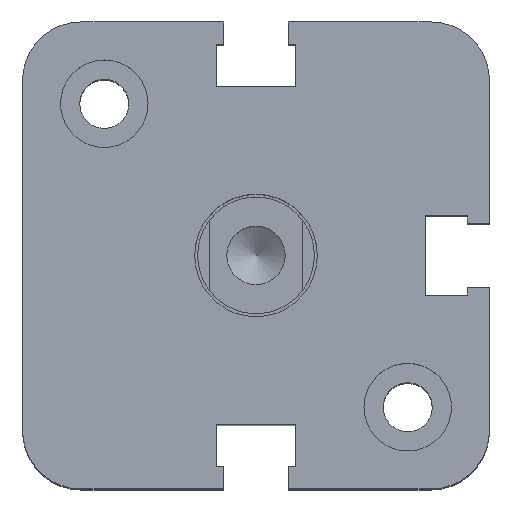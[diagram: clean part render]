
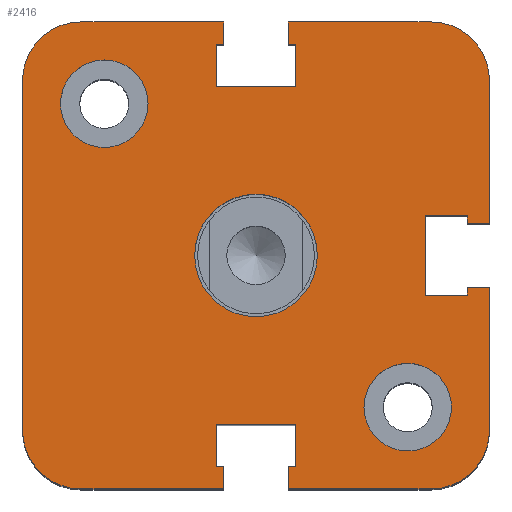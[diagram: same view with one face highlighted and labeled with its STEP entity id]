
A CAD part, top view. The second image highlights one B-rep face of the part: STEP entity #2416.
In plain terms, the highlighted planar face has unit normal (0, 0, 1).
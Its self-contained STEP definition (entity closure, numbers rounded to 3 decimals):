
#234=LINE('',#3870,#506);
#235=LINE('',#3874,#507);
#236=LINE('',#3878,#508);
#237=LINE('',#3880,#509);
#238=LINE('',#3882,#510);
#239=LINE('',#3884,#511);
#240=LINE('',#3886,#512);
#241=LINE('',#3888,#513);
#242=LINE('',#3890,#514);
#243=LINE('',#3892,#515);
#244=LINE('',#3894,#516);
#245=LINE('',#3898,#517);
#246=LINE('',#3900,#518);
#247=LINE('',#3902,#519);
#248=LINE('',#3904,#520);
#249=LINE('',#3906,#521);
#250=LINE('',#3908,#522);
#251=LINE('',#3910,#523);
#252=LINE('',#3912,#524);
#253=LINE('',#3914,#525);
#254=LINE('',#3918,#526);
#255=LINE('',#3920,#527);
#256=LINE('',#3922,#528);
#257=LINE('',#3924,#529);
#258=LINE('',#3926,#530);
#259=LINE('',#3928,#531);
#260=LINE('',#3930,#532);
#261=LINE('',#3931,#533);
#506=VECTOR('',#3166,12.25);
#507=VECTOR('',#3169,30.);
#508=VECTOR('',#3172,12.25);
#509=VECTOR('',#3173,1.9);
#510=VECTOR('',#3174,0.65);
#511=VECTOR('',#3175,3.6);
#512=VECTOR('',#3176,6.8);
#513=VECTOR('',#3177,3.6);
#514=VECTOR('',#3178,0.65);
#515=VECTOR('',#3179,1.9);
#516=VECTOR('',#3180,12.25);
#517=VECTOR('',#3183,12.25);
#518=VECTOR('',#3184,1.9);
#519=VECTOR('',#3185,0.65);
#520=VECTOR('',#3186,3.6);
#521=VECTOR('',#3187,6.8);
#522=VECTOR('',#3188,3.6);
#523=VECTOR('',#3189,0.65);
#524=VECTOR('',#3190,1.9);
#525=VECTOR('',#3191,12.25);
#526=VECTOR('',#3194,12.25);
#527=VECTOR('',#3195,1.9);
#528=VECTOR('',#3196,0.65);
#529=VECTOR('',#3197,3.6);
#530=VECTOR('',#3198,6.8);
#531=VECTOR('',#3199,3.6);
#532=VECTOR('',#3200,0.65);
#533=VECTOR('',#3201,1.9);
#637=PLANE('',#2608);
#701=FACE_BOUND('',#968,.T.);
#702=FACE_BOUND('',#969,.T.);
#703=FACE_BOUND('',#970,.T.);
#803=FACE_OUTER_BOUND('',#967,.T.);
#967=EDGE_LOOP('',(#2123,#2124,#2125,#2126,#2127,#2128,#2129,#2130,#2131,
#2132,#2133,#2134,#2135,#2136,#2137,#2138,#2139,#2140,#2141,#2142,#2143,
#2144,#2145,#2146,#2147,#2148,#2149,#2150,#2151,#2152,#2153,#2154));
#968=EDGE_LOOP('',(#2155));
#969=EDGE_LOOP('',(#2156));
#970=EDGE_LOOP('',(#2157));
#1048=CIRCLE('',#2586,5.25);
#1050=CIRCLE('',#2589,3.75);
#1054=CIRCLE('',#2595,3.75);
#1064=CIRCLE('',#2609,5.);
#1065=CIRCLE('',#2610,5.);
#1066=CIRCLE('',#2611,5.);
#1067=CIRCLE('',#2612,5.);
#1223=VERTEX_POINT('',#3773);
#1225=VERTEX_POINT('',#3778);
#1229=VERTEX_POINT('',#3788);
#1267=VERTEX_POINT('',#3868);
#1268=VERTEX_POINT('',#3869);
#1269=VERTEX_POINT('',#3871);
#1270=VERTEX_POINT('',#3873);
#1271=VERTEX_POINT('',#3875);
#1272=VERTEX_POINT('',#3877);
#1273=VERTEX_POINT('',#3879);
#1274=VERTEX_POINT('',#3881);
#1275=VERTEX_POINT('',#3883);
#1276=VERTEX_POINT('',#3885);
#1277=VERTEX_POINT('',#3887);
#1278=VERTEX_POINT('',#3889);
#1279=VERTEX_POINT('',#3891);
#1280=VERTEX_POINT('',#3893);
#1281=VERTEX_POINT('',#3895);
#1282=VERTEX_POINT('',#3897);
#1283=VERTEX_POINT('',#3899);
#1284=VERTEX_POINT('',#3901);
#1285=VERTEX_POINT('',#3903);
#1286=VERTEX_POINT('',#3905);
#1287=VERTEX_POINT('',#3907);
#1288=VERTEX_POINT('',#3909);
#1289=VERTEX_POINT('',#3911);
#1290=VERTEX_POINT('',#3913);
#1291=VERTEX_POINT('',#3915);
#1292=VERTEX_POINT('',#3917);
#1293=VERTEX_POINT('',#3919);
#1294=VERTEX_POINT('',#3921);
#1295=VERTEX_POINT('',#3923);
#1296=VERTEX_POINT('',#3925);
#1297=VERTEX_POINT('',#3927);
#1298=VERTEX_POINT('',#3929);
#1522=EDGE_CURVE('',#1223,#1223,#1048,.T.);
#1524=EDGE_CURVE('',#1225,#1225,#1050,.T.);
#1528=EDGE_CURVE('',#1229,#1229,#1054,.T.);
#1566=EDGE_CURVE('',#1267,#1268,#234,.T.);
#1567=EDGE_CURVE('',#1269,#1267,#1064,.T.);
#1568=EDGE_CURVE('',#1270,#1269,#235,.T.);
#1569=EDGE_CURVE('',#1271,#1270,#1065,.T.);
#1570=EDGE_CURVE('',#1272,#1271,#236,.T.);
#1571=EDGE_CURVE('',#1273,#1272,#237,.T.);
#1572=EDGE_CURVE('',#1274,#1273,#238,.T.);
#1573=EDGE_CURVE('',#1275,#1274,#239,.T.);
#1574=EDGE_CURVE('',#1276,#1275,#240,.T.);
#1575=EDGE_CURVE('',#1277,#1276,#241,.T.);
#1576=EDGE_CURVE('',#1278,#1277,#242,.T.);
#1577=EDGE_CURVE('',#1279,#1278,#243,.T.);
#1578=EDGE_CURVE('',#1280,#1279,#244,.T.);
#1579=EDGE_CURVE('',#1281,#1280,#1066,.T.);
#1580=EDGE_CURVE('',#1282,#1281,#245,.T.);
#1581=EDGE_CURVE('',#1283,#1282,#246,.T.);
#1582=EDGE_CURVE('',#1284,#1283,#247,.T.);
#1583=EDGE_CURVE('',#1285,#1284,#248,.T.);
#1584=EDGE_CURVE('',#1286,#1285,#249,.T.);
#1585=EDGE_CURVE('',#1287,#1286,#250,.T.);
#1586=EDGE_CURVE('',#1288,#1287,#251,.T.);
#1587=EDGE_CURVE('',#1289,#1288,#252,.T.);
#1588=EDGE_CURVE('',#1290,#1289,#253,.T.);
#1589=EDGE_CURVE('',#1291,#1290,#1067,.T.);
#1590=EDGE_CURVE('',#1292,#1291,#254,.T.);
#1591=EDGE_CURVE('',#1293,#1292,#255,.T.);
#1592=EDGE_CURVE('',#1294,#1293,#256,.T.);
#1593=EDGE_CURVE('',#1295,#1294,#257,.T.);
#1594=EDGE_CURVE('',#1296,#1295,#258,.T.);
#1595=EDGE_CURVE('',#1297,#1296,#259,.T.);
#1596=EDGE_CURVE('',#1298,#1297,#260,.T.);
#1597=EDGE_CURVE('',#1268,#1298,#261,.T.);
#2123=ORIENTED_EDGE('',*,*,#1566,.F.);
#2124=ORIENTED_EDGE('',*,*,#1567,.F.);
#2125=ORIENTED_EDGE('',*,*,#1568,.F.);
#2126=ORIENTED_EDGE('',*,*,#1569,.F.);
#2127=ORIENTED_EDGE('',*,*,#1570,.F.);
#2128=ORIENTED_EDGE('',*,*,#1571,.F.);
#2129=ORIENTED_EDGE('',*,*,#1572,.F.);
#2130=ORIENTED_EDGE('',*,*,#1573,.F.);
#2131=ORIENTED_EDGE('',*,*,#1574,.F.);
#2132=ORIENTED_EDGE('',*,*,#1575,.F.);
#2133=ORIENTED_EDGE('',*,*,#1576,.F.);
#2134=ORIENTED_EDGE('',*,*,#1577,.F.);
#2135=ORIENTED_EDGE('',*,*,#1578,.F.);
#2136=ORIENTED_EDGE('',*,*,#1579,.F.);
#2137=ORIENTED_EDGE('',*,*,#1580,.F.);
#2138=ORIENTED_EDGE('',*,*,#1581,.F.);
#2139=ORIENTED_EDGE('',*,*,#1582,.F.);
#2140=ORIENTED_EDGE('',*,*,#1583,.F.);
#2141=ORIENTED_EDGE('',*,*,#1584,.F.);
#2142=ORIENTED_EDGE('',*,*,#1585,.F.);
#2143=ORIENTED_EDGE('',*,*,#1586,.F.);
#2144=ORIENTED_EDGE('',*,*,#1587,.F.);
#2145=ORIENTED_EDGE('',*,*,#1588,.F.);
#2146=ORIENTED_EDGE('',*,*,#1589,.F.);
#2147=ORIENTED_EDGE('',*,*,#1590,.F.);
#2148=ORIENTED_EDGE('',*,*,#1591,.F.);
#2149=ORIENTED_EDGE('',*,*,#1592,.F.);
#2150=ORIENTED_EDGE('',*,*,#1593,.F.);
#2151=ORIENTED_EDGE('',*,*,#1594,.F.);
#2152=ORIENTED_EDGE('',*,*,#1595,.F.);
#2153=ORIENTED_EDGE('',*,*,#1596,.F.);
#2154=ORIENTED_EDGE('',*,*,#1597,.F.);
#2155=ORIENTED_EDGE('',*,*,#1528,.T.);
#2156=ORIENTED_EDGE('',*,*,#1524,.T.);
#2157=ORIENTED_EDGE('',*,*,#1522,.T.);
#2416=ADVANCED_FACE('',(#803,#701,#702,#703),#637,.T.);
#2586=AXIS2_PLACEMENT_3D('',#3774,#3092,#3093);
#2589=AXIS2_PLACEMENT_3D('',#3779,#3098,#3099);
#2595=AXIS2_PLACEMENT_3D('',#3789,#3110,#3111);
#2608=AXIS2_PLACEMENT_3D('',#3867,#3164,#3165);
#2609=AXIS2_PLACEMENT_3D('',#3872,#3167,#3168);
#2610=AXIS2_PLACEMENT_3D('',#3876,#3170,#3171);
#2611=AXIS2_PLACEMENT_3D('',#3896,#3181,#3182);
#2612=AXIS2_PLACEMENT_3D('',#3916,#3192,#3193);
#3092=DIRECTION('center_axis',(0.,0.,-1.));
#3093=DIRECTION('ref_axis',(1.,0.,0.));
#3098=DIRECTION('center_axis',(0.,0.,-1.));
#3099=DIRECTION('ref_axis',(1.,0.,0.));
#3110=DIRECTION('center_axis',(0.,0.,-1.));
#3111=DIRECTION('ref_axis',(1.,0.,0.));
#3164=DIRECTION('center_axis',(0.,0.,1.));
#3165=DIRECTION('ref_axis',(1.,0.,0.));
#3166=DIRECTION('',(1.,0.,0.));
#3167=DIRECTION('center_axis',(0.,0.,-1.));
#3168=DIRECTION('ref_axis',(0.,-1.,0.));
#3169=DIRECTION('',(0.,1.,0.));
#3170=DIRECTION('center_axis',(0.,0.,-1.));
#3171=DIRECTION('ref_axis',(1.,0.,0.));
#3172=DIRECTION('',(-1.,0.,0.));
#3173=DIRECTION('',(0.,-1.,0.));
#3174=DIRECTION('',(1.,0.,0.));
#3175=DIRECTION('',(0.,-1.,0.));
#3176=DIRECTION('',(-1.,0.,0.));
#3177=DIRECTION('',(0.,1.,0.));
#3178=DIRECTION('',(1.,0.,0.));
#3179=DIRECTION('',(0.,1.,0.));
#3180=DIRECTION('',(-1.,0.,0.));
#3181=DIRECTION('center_axis',(0.,0.,-1.));
#3182=DIRECTION('ref_axis',(0.,1.,0.));
#3183=DIRECTION('',(0.,-1.,0.));
#3184=DIRECTION('',(1.,0.,0.));
#3185=DIRECTION('',(0.,1.,0.));
#3186=DIRECTION('',(1.,0.,0.));
#3187=DIRECTION('',(0.,-1.,0.));
#3188=DIRECTION('',(-1.,0.,0.));
#3189=DIRECTION('',(0.,1.,0.));
#3190=DIRECTION('',(-1.,0.,0.));
#3191=DIRECTION('',(0.,-1.,0.));
#3192=DIRECTION('center_axis',(0.,0.,-1.));
#3193=DIRECTION('ref_axis',(-1.,0.,0.));
#3194=DIRECTION('',(1.,0.,0.));
#3195=DIRECTION('',(0.,1.,0.));
#3196=DIRECTION('',(-1.,0.,0.));
#3197=DIRECTION('',(0.,1.,0.));
#3198=DIRECTION('',(1.,0.,0.));
#3199=DIRECTION('',(0.,-1.,0.));
#3200=DIRECTION('',(-1.,0.,0.));
#3201=DIRECTION('',(0.,-1.,0.));
#3773=CARTESIAN_POINT('',(0.,5.25,50.75));
#3774=CARTESIAN_POINT('Origin',(0.,0.,50.75));
#3778=CARTESIAN_POINT('',(-16.75,13.,50.75));
#3779=CARTESIAN_POINT('Origin',(-13.,13.,50.75));
#3788=CARTESIAN_POINT('',(9.25,-13.,50.75));
#3789=CARTESIAN_POINT('Origin',(13.,-13.,50.75));
#3867=CARTESIAN_POINT('Origin',(1.05,0.,50.75));
#3868=CARTESIAN_POINT('',(-15.,20.,50.75));
#3869=CARTESIAN_POINT('',(-2.75,20.,50.75));
#3870=CARTESIAN_POINT('',(-15.,20.,50.75));
#3871=CARTESIAN_POINT('',(-20.,15.,50.75));
#3872=CARTESIAN_POINT('Origin',(-15.,15.,50.75));
#3873=CARTESIAN_POINT('',(-20.,-15.,50.75));
#3874=CARTESIAN_POINT('',(-20.,-15.,50.75));
#3875=CARTESIAN_POINT('',(-15.,-20.,50.75));
#3876=CARTESIAN_POINT('Origin',(-15.,-15.,50.75));
#3877=CARTESIAN_POINT('',(-2.75,-20.,50.75));
#3878=CARTESIAN_POINT('',(-2.75,-20.,50.75));
#3879=CARTESIAN_POINT('',(-2.75,-18.1,50.75));
#3880=CARTESIAN_POINT('',(-2.75,-18.1,50.75));
#3881=CARTESIAN_POINT('',(-3.4,-18.1,50.75));
#3882=CARTESIAN_POINT('',(-3.4,-18.1,50.75));
#3883=CARTESIAN_POINT('',(-3.4,-14.5,50.75));
#3884=CARTESIAN_POINT('',(-3.4,-14.5,50.75));
#3885=CARTESIAN_POINT('',(3.4,-14.5,50.75));
#3886=CARTESIAN_POINT('',(3.4,-14.5,50.75));
#3887=CARTESIAN_POINT('',(3.4,-18.1,50.75));
#3888=CARTESIAN_POINT('',(3.4,-18.1,50.75));
#3889=CARTESIAN_POINT('',(2.75,-18.1,50.75));
#3890=CARTESIAN_POINT('',(2.75,-18.1,50.75));
#3891=CARTESIAN_POINT('',(2.75,-20.,50.75));
#3892=CARTESIAN_POINT('',(2.75,-20.,50.75));
#3893=CARTESIAN_POINT('',(15.,-20.,50.75));
#3894=CARTESIAN_POINT('',(15.,-20.,50.75));
#3895=CARTESIAN_POINT('',(20.,-15.,50.75));
#3896=CARTESIAN_POINT('Origin',(15.,-15.,50.75));
#3897=CARTESIAN_POINT('',(20.,-2.75,50.75));
#3898=CARTESIAN_POINT('',(20.,-2.75,50.75));
#3899=CARTESIAN_POINT('',(18.1,-2.75,50.75));
#3900=CARTESIAN_POINT('',(18.1,-2.75,50.75));
#3901=CARTESIAN_POINT('',(18.1,-3.4,50.75));
#3902=CARTESIAN_POINT('',(18.1,-3.4,50.75));
#3903=CARTESIAN_POINT('',(14.5,-3.4,50.75));
#3904=CARTESIAN_POINT('',(14.5,-3.4,50.75));
#3905=CARTESIAN_POINT('',(14.5,3.4,50.75));
#3906=CARTESIAN_POINT('',(14.5,3.4,50.75));
#3907=CARTESIAN_POINT('',(18.1,3.4,50.75));
#3908=CARTESIAN_POINT('',(18.1,3.4,50.75));
#3909=CARTESIAN_POINT('',(18.1,2.75,50.75));
#3910=CARTESIAN_POINT('',(18.1,2.75,50.75));
#3911=CARTESIAN_POINT('',(20.,2.75,50.75));
#3912=CARTESIAN_POINT('',(20.,2.75,50.75));
#3913=CARTESIAN_POINT('',(20.,15.,50.75));
#3914=CARTESIAN_POINT('',(20.,15.,50.75));
#3915=CARTESIAN_POINT('',(15.,20.,50.75));
#3916=CARTESIAN_POINT('Origin',(15.,15.,50.75));
#3917=CARTESIAN_POINT('',(2.75,20.,50.75));
#3918=CARTESIAN_POINT('',(2.75,20.,50.75));
#3919=CARTESIAN_POINT('',(2.75,18.1,50.75));
#3920=CARTESIAN_POINT('',(2.75,18.1,50.75));
#3921=CARTESIAN_POINT('',(3.4,18.1,50.75));
#3922=CARTESIAN_POINT('',(3.4,18.1,50.75));
#3923=CARTESIAN_POINT('',(3.4,14.5,50.75));
#3924=CARTESIAN_POINT('',(3.4,14.5,50.75));
#3925=CARTESIAN_POINT('',(-3.4,14.5,50.75));
#3926=CARTESIAN_POINT('',(-3.4,14.5,50.75));
#3927=CARTESIAN_POINT('',(-3.4,18.1,50.75));
#3928=CARTESIAN_POINT('',(-3.4,18.1,50.75));
#3929=CARTESIAN_POINT('',(-2.75,18.1,50.75));
#3930=CARTESIAN_POINT('',(-2.75,18.1,50.75));
#3931=CARTESIAN_POINT('',(-2.75,20.,50.75));
